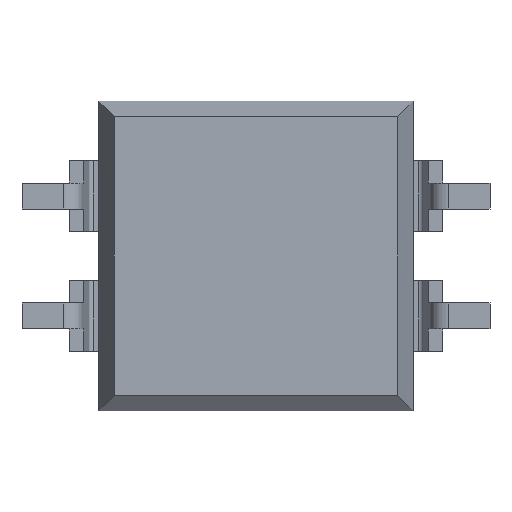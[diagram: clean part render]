
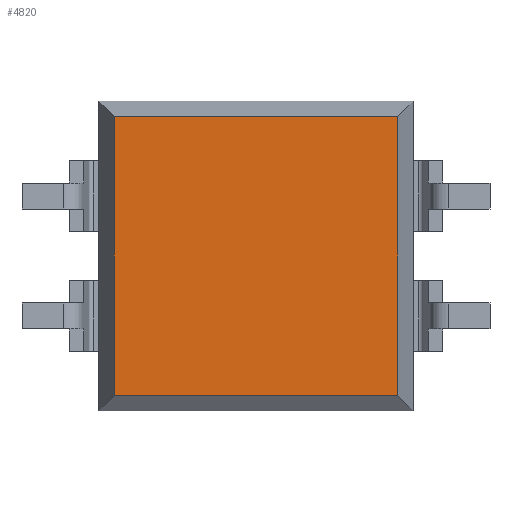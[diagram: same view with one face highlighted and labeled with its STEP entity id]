
A CAD part, front view. The second image highlights one B-rep face of the part: STEP entity #4820.
In plain terms, the highlighted planar face has unit normal (0, -1, 0).
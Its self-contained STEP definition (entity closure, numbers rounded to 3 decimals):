
#576 = ORIENTED_EDGE ( 'NONE', *, *, #15413, .T. ) ;
#987 = ORIENTED_EDGE ( 'NONE', *, *, #11393, .F. ) ;
#2834 = CARTESIAN_POINT ( 'NONE',  ( -2.997, 0., 6.232 ) ) ;
#3479 = CARTESIAN_POINT ( 'NONE',  ( 2.997, 0., 0.328 ) ) ;
#3569 = AXIS2_PLACEMENT_3D ( 'NONE', #16505, #14682, #13247 ) ;
#4088 = DIRECTION ( 'NONE',  ( 0., 0., -1. ) ) ;
#4820 = ADVANCED_FACE ( 'NONE', ( #19366 ), #7159, .F. ) ;
#4942 = VECTOR ( 'NONE', #5595, 1000. ) ;
#5595 = DIRECTION ( 'NONE',  ( -1., 0., 0. ) ) ;
#6916 = LINE ( 'NONE', #12194, #12771 ) ;
#7136 = LINE ( 'NONE', #19546, #4942 ) ;
#7159 = PLANE ( 'NONE',  #3569 ) ;
#7281 = CARTESIAN_POINT ( 'NONE',  ( -2.997, 0., 6.56 ) ) ;
#8107 = VECTOR ( 'NONE', #18837, 1000. ) ;
#10156 = VERTEX_POINT ( 'NONE', #3479 ) ;
#11393 = EDGE_CURVE ( 'NONE', #12239, #10156, #6916, .T. ) ;
#12194 = CARTESIAN_POINT ( 'NONE',  ( 2.997, 0., 6.56 ) ) ;
#12239 = VERTEX_POINT ( 'NONE', #19640 ) ;
#12624 = CARTESIAN_POINT ( 'NONE',  ( 3.325, 0., 6.232 ) ) ;
#12771 = VECTOR ( 'NONE', #15359, 1000. ) ;
#13247 = DIRECTION ( 'NONE',  ( 0., 0., 1. ) ) ;
#13423 = EDGE_CURVE ( 'NONE', #10156, #17640, #7136, .T. ) ;
#14263 = CARTESIAN_POINT ( 'NONE',  ( -2.997, 0., 0.328 ) ) ;
#14355 = LINE ( 'NONE', #12624, #8107 ) ;
#14441 = ORIENTED_EDGE ( 'NONE', *, *, #13423, .F. ) ;
#14670 = EDGE_CURVE ( 'NONE', #12239, #18396, #14355, .T. ) ;
#14682 = DIRECTION ( 'NONE',  ( 0., 1., 0. ) ) ;
#15190 = VECTOR ( 'NONE', #4088, 1000. ) ;
#15359 = DIRECTION ( 'NONE',  ( 0., 0., -1. ) ) ;
#15413 = EDGE_CURVE ( 'NONE', #18396, #17640, #19784, .T. ) ;
#15558 = ORIENTED_EDGE ( 'NONE', *, *, #14670, .T. ) ;
#16102 = EDGE_LOOP ( 'NONE', ( #987, #15558, #576, #14441 ) ) ;
#16505 = CARTESIAN_POINT ( 'NONE',  ( -2.997, 0., 6.56 ) ) ;
#17640 = VERTEX_POINT ( 'NONE', #14263 ) ;
#18396 = VERTEX_POINT ( 'NONE', #2834 ) ;
#18837 = DIRECTION ( 'NONE',  ( -1., 0., 0. ) ) ;
#19366 = FACE_OUTER_BOUND ( 'NONE', #16102, .T. ) ;
#19546 = CARTESIAN_POINT ( 'NONE',  ( 3.325, 0., 0.328 ) ) ;
#19640 = CARTESIAN_POINT ( 'NONE',  ( 2.997, 0., 6.232 ) ) ;
#19784 = LINE ( 'NONE', #7281, #15190 ) ;
